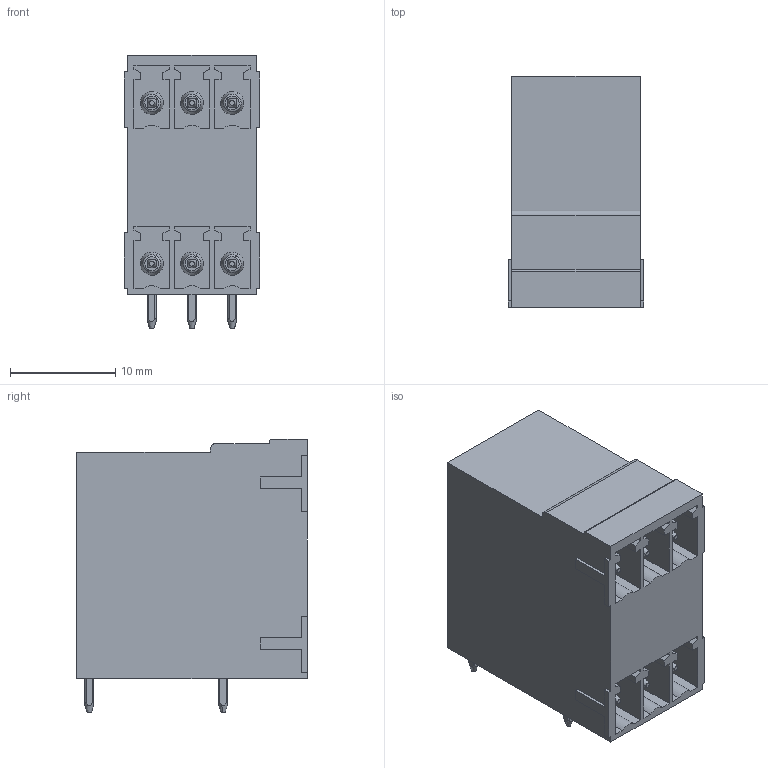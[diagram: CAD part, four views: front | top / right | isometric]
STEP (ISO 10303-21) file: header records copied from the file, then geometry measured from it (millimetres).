
FILE_DESCRIPTION(('CATIA V5 STEP Exchange','CAx-IF Rec.Pracs.--- Model Styling and Organization---1.2---2011-12-15'),'2;1');
FILE_NAME ('D1460818_0_1973740000_1973740000.stp','2018-10-05T05:51:17+00:00',('none'),('Weidmueller'),'CATIA Version 5-6 Release 2014','CATIA V5 STEP AP214','none');
FILE_SCHEMA(('AUTOMOTIVE_DESIGN { 1 0 10303 214 1 1 1 1 }'));
Length unit declared in the file: millimetre
Products named in the file (1): 1973740000
Bounding box: 12.82 x 21.9 x 25.9 mm (x, y, z)
Volume: 5168.7 mm3; surface area: 3751.3 mm2
Topology: 7 solids, 7 shells, 428 faces, 1176 edges, 774 vertices
Faces by surface type: plane 288, cylinder 92, cone 36, torus 12
Entity records: 13105 total; most frequent: CARTESIAN_POINT 3481, ORIENTED_EDGE 2352, DIRECTION 1380, EDGE_CURVE 1176, VECTOR 848, LINE 848, VERTEX_POINT 774, EDGE_LOOP 452
